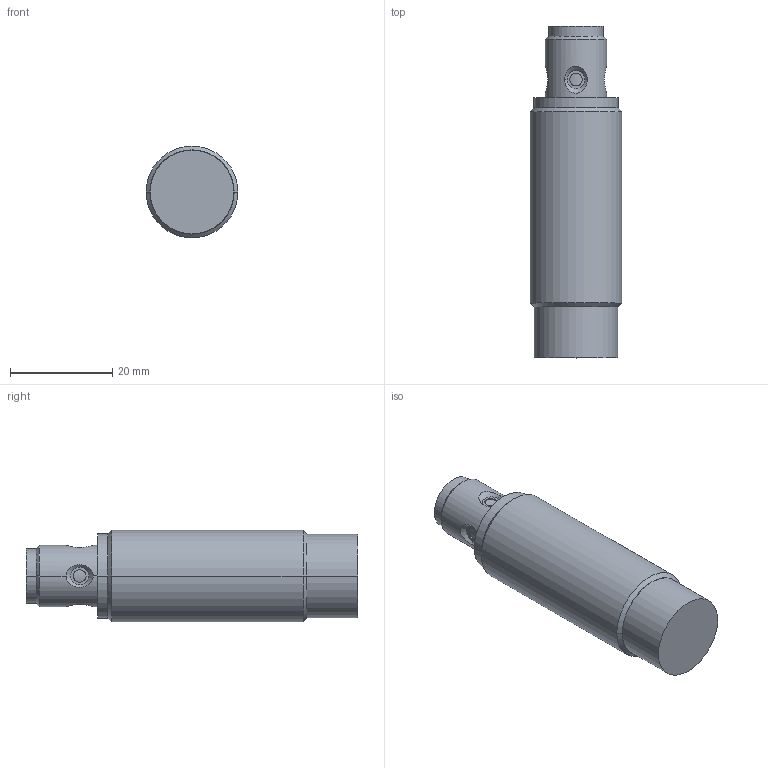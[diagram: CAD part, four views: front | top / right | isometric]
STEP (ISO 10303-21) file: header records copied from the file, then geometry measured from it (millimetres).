
FILE_DESCRIPTION((''),'2;1');
FILE_NAME('DM_CAD-2298_SW0001','2016-06-16T',('creinig-se'),(''),'PRO/ENGINEER BY PARAMETRIC TECHNOLOGY CORPORATION, 2015440','PRO/ENGINEER BY PARAMETRIC TECHNOLOGY CORPORATION, 2015440','');
FILE_SCHEMA(('CONFIG_CONTROL_DESIGN'));
Length unit declared in the file: millimetre
Products named in the file (1): DM_CAD-2298_SW0001
Bounding box: 18 x 65 x 18 mm (x, y, z)
Volume: 13373.6 mm3; surface area: 4166.9 mm2
Topology: 1 solids, 1 shells, 65 faces, 193 edges, 189 vertices
Faces by surface type: cylinder 31, cone 14, plane 14, sphere 6
Entity records: 3123 total; most frequent: CARTESIAN_POINT 667, DIRECTION 381, ORIENTED_EDGE 272, AXIS2_PLACEMENT_3D 148, EDGE_CURVE 136, PRESENTATION_STYLE_ASSIGNMENT 117, STYLED_ITEM 117, FILL_AREA_STYLE_COLOUR 88
